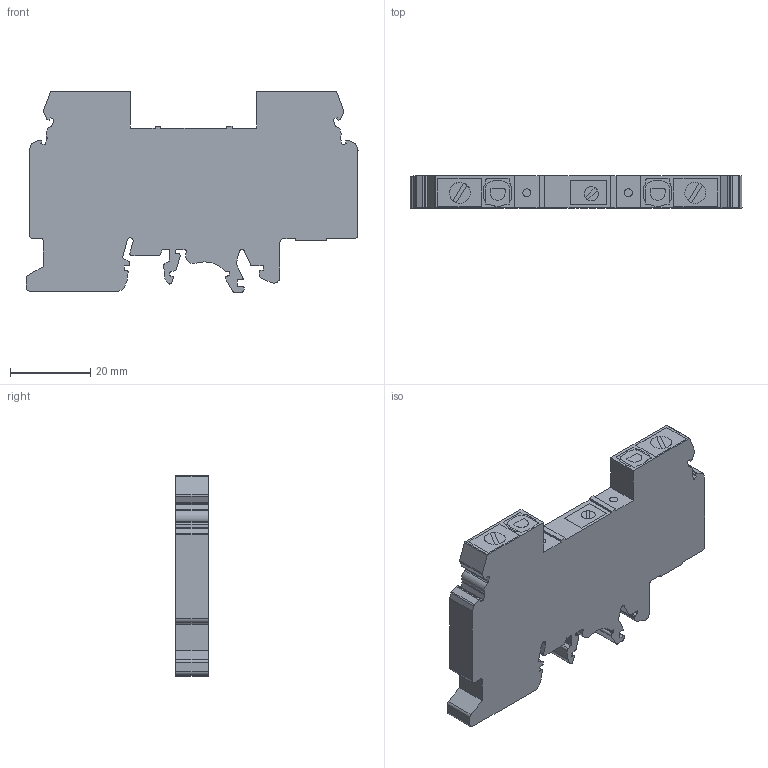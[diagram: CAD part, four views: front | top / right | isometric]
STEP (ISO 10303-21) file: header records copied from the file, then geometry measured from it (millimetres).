
FILE_DESCRIPTION(/* description */ (''),/* implementation_level */ '2;1');
FILE_NAME(/* name */ 'CDS6U_SC.stp',/* time_stamp */ '2017-05-31T16:00:25-04:00',/* author */ ('CAD Station'),/* organization */ (''),/* preprocessor_version */ 'ST-DEVELOPER v16.1',/* originating_system */ 'Autodesk Inventor 2016',/* authorisation */ '');
FILE_SCHEMA (('AUTOMOTIVE_DESIGN { 1 0 10303 214 3 1 1 }'));
Length unit declared in the file: metre
Products named in the file (1): CDS6U_SC
Bounding box: 82.8 x 8 x 50.11 mm (x, y, z)
Volume: 25186.1 mm3; surface area: 9208.8 mm2
Topology: 1 solids, 1 shells, 289 faces, 813 edges, 538 vertices
Faces by surface type: plane 160, cylinder 129
Full cylindrical faces by diameter (mm): 2.013 x2, 5.2 x1
Entity records: 9689 total; most frequent: DIRECTION 1650, CARTESIAN_POINT 1636, ORIENTED_EDGE 1618, EDGE_CURVE 809, AXIS2_PLACEMENT_3D 551, LINE 548, VECTOR 548, VERTEX_POINT 537
